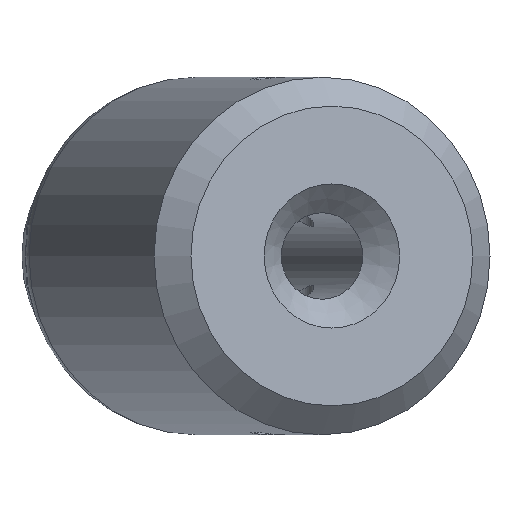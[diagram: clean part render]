
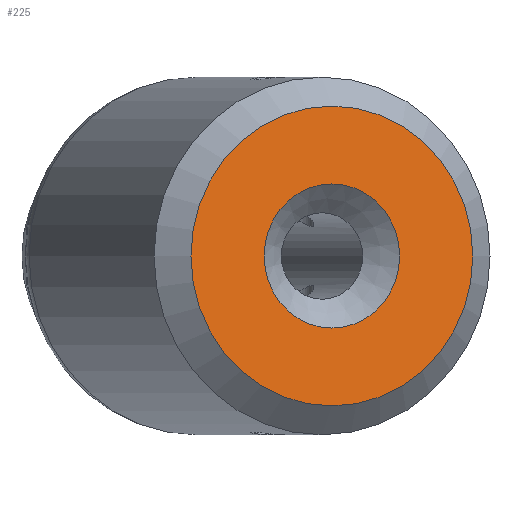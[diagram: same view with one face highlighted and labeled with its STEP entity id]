
A CAD part, front view. The second image highlights one B-rep face of the part: STEP entity #225.
In plain terms, the highlighted planar face has unit normal (0.342, -0.94, 0).
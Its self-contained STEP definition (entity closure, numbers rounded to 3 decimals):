
#33=FACE_BOUND('',#52,.T.);
#37=PLANE('',#252);
#40=FACE_OUTER_BOUND('',#51,.T.);
#51=EDGE_LOOP('',(#157));
#52=EDGE_LOOP('',(#158));
#83=CIRCLE('',#250,2.5);
#85=CIRCLE('',#253,5.2);
#96=VERTEX_POINT('',#334);
#98=VERTEX_POINT('',#340);
#119=EDGE_CURVE('',#96,#96,#83,.T.);
#122=EDGE_CURVE('',#98,#98,#85,.T.);
#157=ORIENTED_EDGE('',*,*,#122,.F.);
#158=ORIENTED_EDGE('',*,*,#119,.F.);
#225=ADVANCED_FACE('',(#40,#33),#37,.T.);
#250=AXIS2_PLACEMENT_3D('',#335,#277,#278);
#252=AXIS2_PLACEMENT_3D('',#339,#282,#283);
#253=AXIS2_PLACEMENT_3D('',#341,#284,#285);
#277=DIRECTION('center_axis',(0.342,-0.94,0.));
#278=DIRECTION('ref_axis',(0.,0.,
-1.));
#282=DIRECTION('center_axis',(0.342,-0.94,0.));
#283=DIRECTION('ref_axis',(0.,0.,
-1.));
#284=DIRECTION('center_axis',(-0.342,0.94,0.));
#285=DIRECTION('ref_axis',(0.,0.,
-1.));
#334=CARTESIAN_POINT('',(29.15,54.519,-119.277));
#335=CARTESIAN_POINT('Origin',(29.15,54.519,-121.777));
#339=CARTESIAN_POINT('Origin',(29.15,54.519,-121.777));
#340=CARTESIAN_POINT('',(29.15,54.519,-116.577));
#341=CARTESIAN_POINT('Origin',(29.15,54.519,-121.777));
